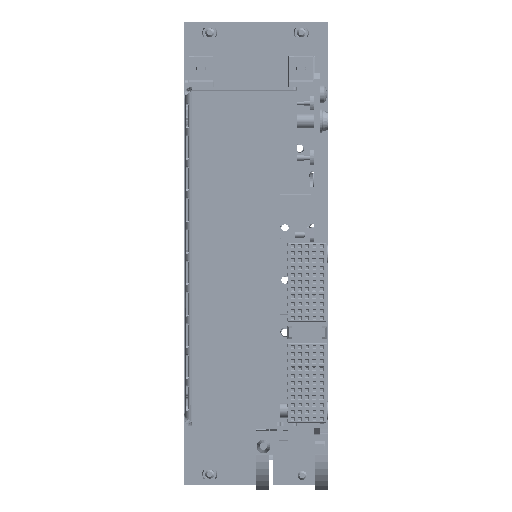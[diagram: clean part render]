
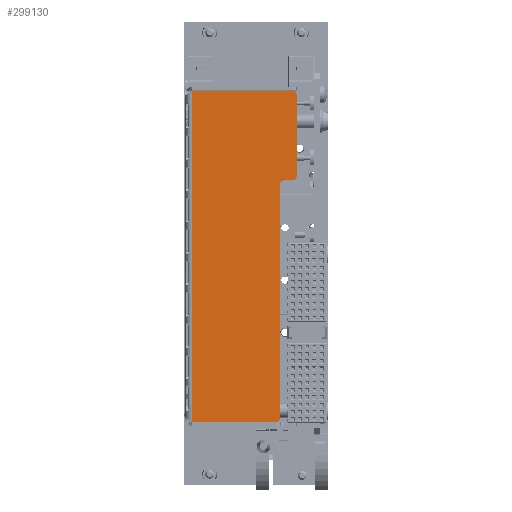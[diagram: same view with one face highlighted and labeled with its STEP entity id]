
A CAD part, top view. The second image highlights one B-rep face of the part: STEP entity #299130.
In plain terms, the highlighted planar face has unit normal (0, 0, 1).
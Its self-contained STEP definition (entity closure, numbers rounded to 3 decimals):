
#39296 = LINE ( 'NONE', #226750, #39297 ) ;
#39297 = VECTOR ( 'NONE', #226812, 1000. ) ;
#39300 = CIRCLE ( 'NONE', #209806, 1. ) ;
#39305 = LINE ( 'NONE', #226900, #39309 ) ;
#39309 = VECTOR ( 'NONE', #226922, 1000. ) ;
#39310 = CIRCLE ( 'NONE', #209813, 1. ) ;
#39316 = LINE ( 'NONE', #226992, #39319 ) ;
#39318 = CIRCLE ( 'NONE', #209815, 1. ) ;
#39319 = VECTOR ( 'NONE', #227007, 1000. ) ;
#39323 = CIRCLE ( 'NONE', #209818, 1. ) ;
#39329 = LINE ( 'NONE', #227115, #39333 ) ;
#39330 = LINE ( 'NONE', #227151, #39337 ) ;
#39332 = LINE ( 'NONE', #227146, #39335 ) ;
#39333 = VECTOR ( 'NONE', #227121, 1000. ) ;
#39335 = VECTOR ( 'NONE', #227159, 1000. ) ;
#39337 = VECTOR ( 'NONE', #227173, 1000. ) ;
#68699 = ORIENTED_EDGE ( 'NONE', *, *, #83449, .T. ) ;
#68703 = ORIENTED_EDGE ( 'NONE', *, *, #83444, .T. ) ;
#68707 = ORIENTED_EDGE ( 'NONE', *, *, #83452, .F. ) ;
#68711 = ORIENTED_EDGE ( 'NONE', *, *, #83431, .T. ) ;
#68715 = ORIENTED_EDGE ( 'NONE', *, *, #83427, .F. ) ;
#68719 = ORIENTED_EDGE ( 'NONE', *, *, #83420, .T. ) ;
#68721 = ORIENTED_EDGE ( 'NONE', *, *, #83412, .F. ) ;
#68724 = ORIENTED_EDGE ( 'NONE', *, *, #83399, .T. ) ;
#68727 = ORIENTED_EDGE ( 'NONE', *, *, #83391, .F. ) ;
#68730 = ORIENTED_EDGE ( 'NONE', *, *, #83455, .F. ) ;
#83391 = EDGE_CURVE ( 'NONE', #289259, #289239, #39296, .T. ) ;
#83399 = EDGE_CURVE ( 'NONE', #289214, #289239, #39300, .T. ) ;
#83412 = EDGE_CURVE ( 'NONE', #289214, #289295, #39305, .T. ) ;
#83420 = EDGE_CURVE ( 'NONE', #289311, #289295, #39310, .T. ) ;
#83427 = EDGE_CURVE ( 'NONE', #289311, #289328, #39316, .T. ) ;
#83431 = EDGE_CURVE ( 'NONE', #289286, #289328, #39318, .T. ) ;
#83444 = EDGE_CURVE ( 'NONE', #289359, #289353, #39323, .T. ) ;
#83449 = EDGE_CURVE ( 'NONE', #289345, #289359, #39329, .T. ) ;
#83452 = EDGE_CURVE ( 'NONE', #289286, #289353, #39332, .T. ) ;
#83455 = EDGE_CURVE ( 'NONE', #289345, #289259, #39330, .T. ) ;
#178853 = EDGE_LOOP ( 'NONE', ( #68699, #68703, #68707, #68711, #68715, #68719, #68721, #68724, #68727, #68730 ) ) ;
#197058 = CARTESIAN_POINT ( 'NONE',  ( -29.859, 38.215, 166.367 ) ) ;
#197232 = CARTESIAN_POINT ( 'NONE',  ( -32.359, 38.215, 166.367 ) ) ;
#197493 = CARTESIAN_POINT ( 'NONE',  ( -33.359, -27.714, 166.367 ) ) ;
#197496 = CARTESIAN_POINT ( 'NONE',  ( -57.859, -28.714, 166.367 ) ) ;
#197646 = CARTESIAN_POINT ( 'NONE',  ( -34.359, -28.714, 166.367 ) ) ;
#209806 = AXIS2_PLACEMENT_3D ( 'NONE', #226874, #226879, #226883 ) ;
#209813 = AXIS2_PLACEMENT_3D ( 'NONE', #226979, #226982, #226987 ) ;
#209815 = AXIS2_PLACEMENT_3D ( 'NONE', #227045, #227050, #227055 ) ;
#209818 = AXIS2_PLACEMENT_3D ( 'NONE', #227131, #227136, #227141 ) ;
#226750 = CARTESIAN_POINT ( 'NONE',  ( -57.859, 63.144, 166.367 ) ) ;
#226812 = DIRECTION ( 'NONE',  ( 1., 0., 0. ) ) ;
#226874 = CARTESIAN_POINT ( 'NONE',  ( -29.859, 62.144, 166.367 ) ) ;
#226879 = DIRECTION ( 'NONE',  ( 0., 0., 1. ) ) ;
#226883 = DIRECTION ( 'NONE',  ( -1., 0., 0. ) ) ;
#226900 = CARTESIAN_POINT ( 'NONE',  ( -28.859, 63.215, 166.367 ) ) ;
#226922 = DIRECTION ( 'NONE',  ( 0., -1., 0. ) ) ;
#226979 = CARTESIAN_POINT ( 'NONE',  ( -29.859, 39.215, 166.367 ) ) ;
#226982 = DIRECTION ( 'NONE',  ( 0., 0., 1. ) ) ;
#226987 = DIRECTION ( 'NONE',  ( -1., 0., 0. ) ) ;
#226992 = CARTESIAN_POINT ( 'NONE',  ( -28.859, 38.215, 166.367 ) ) ;
#227007 = DIRECTION ( 'NONE',  ( -1., 0., 0. ) ) ;
#227045 = CARTESIAN_POINT ( 'NONE',  ( -32.359, 37.215, 166.367 ) ) ;
#227050 = DIRECTION ( 'NONE',  ( 0., 0., -1. ) ) ;
#227055 = DIRECTION ( 'NONE',  ( -1., 0., 0. ) ) ;
#227115 = CARTESIAN_POINT ( 'NONE',  ( -57.859, -28.714, 166.367 ) ) ;
#227121 = DIRECTION ( 'NONE',  ( 1., 0., 0. ) ) ;
#227131 = CARTESIAN_POINT ( 'NONE',  ( -34.359, -27.714, 166.367 ) ) ;
#227136 = DIRECTION ( 'NONE',  ( 0., 0., 1. ) ) ;
#227141 = DIRECTION ( 'NONE',  ( -1., 0., 0. ) ) ;
#227146 = CARTESIAN_POINT ( 'NONE',  ( -33.359, 38.215, 166.367 ) ) ;
#227151 = CARTESIAN_POINT ( 'NONE',  ( -57.859, 63.215, 166.367 ) ) ;
#227159 = DIRECTION ( 'NONE',  ( 0., -1., 0. ) ) ;
#227173 = DIRECTION ( 'NONE',  ( 0., 1., 0. ) ) ;
#241401 = PLANE ( 'NONE',  #245546 ) ;
#241444 = CARTESIAN_POINT ( 'NONE',  ( -28.859, 63.215, 166.367 ) ) ;
#241450 = DIRECTION ( 'NONE',  ( 0., 0., -1. ) ) ;
#241455 = DIRECTION ( 'NONE',  ( -1., 0., 0. ) ) ;
#245546 = AXIS2_PLACEMENT_3D ( 'NONE', #241444, #241450, #241455 ) ;
#252631 = FACE_OUTER_BOUND ( 'NONE', #178853, .T. ) ;
#283251 = CARTESIAN_POINT ( 'NONE',  ( -28.859, 62.144, 166.367 ) ) ;
#283517 = CARTESIAN_POINT ( 'NONE',  ( -29.859, 63.144, 166.367 ) ) ;
#283790 = CARTESIAN_POINT ( 'NONE',  ( -57.859, 63.144, 166.367 ) ) ;
#284024 = CARTESIAN_POINT ( 'NONE',  ( -33.359, 37.215, 166.367 ) ) ;
#284145 = CARTESIAN_POINT ( 'NONE',  ( -28.859, 39.215, 166.367 ) ) ;
#289214 = VERTEX_POINT ( 'NONE', #283251 ) ;
#289239 = VERTEX_POINT ( 'NONE', #283517 ) ;
#289259 = VERTEX_POINT ( 'NONE', #283790 ) ;
#289286 = VERTEX_POINT ( 'NONE', #284024 ) ;
#289295 = VERTEX_POINT ( 'NONE', #284145 ) ;
#289311 = VERTEX_POINT ( 'NONE', #197058 ) ;
#289328 = VERTEX_POINT ( 'NONE', #197232 ) ;
#289345 = VERTEX_POINT ( 'NONE', #197496 ) ;
#289353 = VERTEX_POINT ( 'NONE', #197493 ) ;
#289359 = VERTEX_POINT ( 'NONE', #197646 ) ;
#299130 = ADVANCED_FACE ( 'NONE', ( #252631 ), #241401, .F. ) ;
